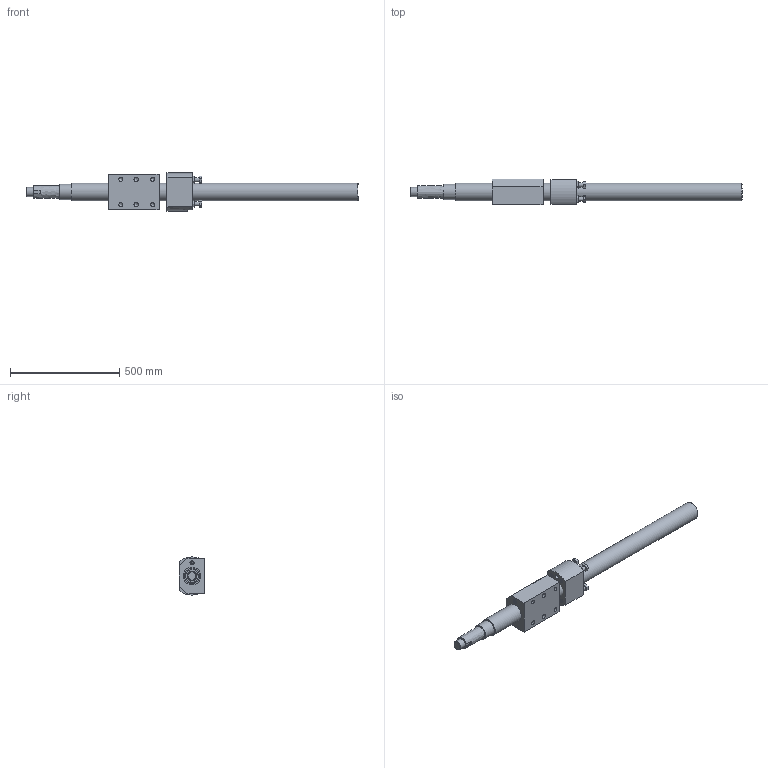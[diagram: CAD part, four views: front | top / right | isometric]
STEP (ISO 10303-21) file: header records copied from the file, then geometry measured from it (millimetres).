
FILE_DESCRIPTION(('FreeCAD Model'),'2;1');
FILE_NAME('Open CASCADE Shape Model','2025-05-09T18:13:08',('FreeCAD'),( 'FreeCAD'),'Open CASCADE STEP processor 7.6','FreeCAD','Unknown');
FILE_SCHEMA(('AUTOMOTIVE_DESIGN { 1 0 10303 214 1 1 1 1 }'));
Length unit declared in the file: millimetre
Products named in the file (1): Open CASCADE STEP translator 7.6 1
Bounding box: 1516.17 x 116.18 x 174.14 mm (x, y, z)
Volume: 11856769 mm3; surface area: 815143.7 mm2
Topology: 11 solids, 11 shells, 179 faces, 742 edges, 794 vertices
Faces by surface type: bspline 179
Entity records: 8678 total; most frequent: CARTESIAN_POINT 5247, ORIENTED_EDGE 922, EDGE_CURVE 461, B_SPLINE_CURVE_WITH_KNOTS 400, VERTEX_POINT 335, GEOMETRIC_CURVE_SET 264, TRIMMED_CURVE 264, FACE_BOUND 236
